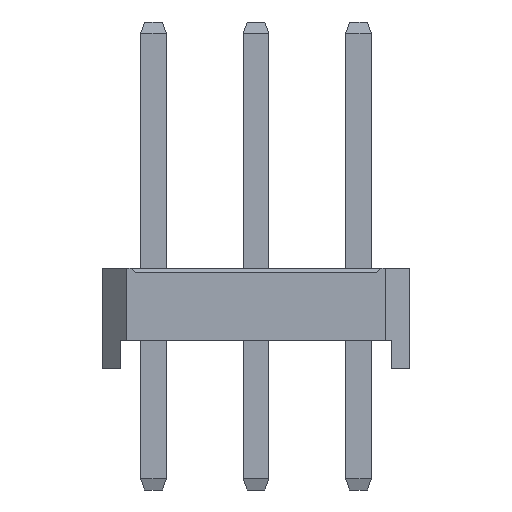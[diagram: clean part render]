
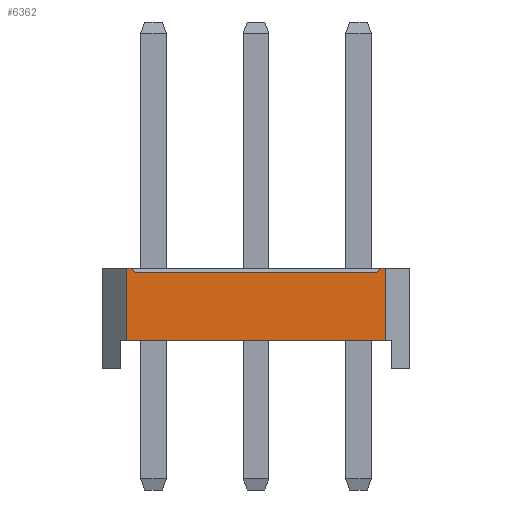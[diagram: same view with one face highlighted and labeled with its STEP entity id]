
A CAD part, left-side view. The second image highlights one B-rep face of the part: STEP entity #6362.
In plain terms, the highlighted planar face has unit normal (-1, 0, 0).
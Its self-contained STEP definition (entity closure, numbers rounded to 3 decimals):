
#6362=ADVANCED_FACE('',(#24071),#24073,.T.);
#24071=FACE_BOUND('',#24072,.T.);
#24072=EDGE_LOOP('',(#37711,#37712,#37713,#37714,#37715,#37716,#37717,#37718));
#24073=PLANE('',#24074);
#24074=AXIS2_PLACEMENT_3D('',#24075,#24076,#24077);
#24075=CARTESIAN_POINT('',(-1.27,5.75,0.));
#24076=DIRECTION('',(-1.,0.,0.));
#24077=DIRECTION('',(0.,-1.,0.));
#37711=ORIENTED_EDGE('',*,*,#46068,.F.);
#37712=ORIENTED_EDGE('',*,*,#46069,.T.);
#37713=ORIENTED_EDGE('',*,*,#46070,.F.);
#37714=ORIENTED_EDGE('',*,*,#44093,.F.);
#37715=ORIENTED_EDGE('',*,*,#46071,.F.);
#37716=ORIENTED_EDGE('',*,*,#43462,.T.);
#37717=ORIENTED_EDGE('',*,*,#46067,.T.);
#37718=ORIENTED_EDGE('',*,*,#44097,.F.);
#43462=EDGE_CURVE('',#48344,#48342,#48345,.T.);
#44093=EDGE_CURVE('',#49604,#49606,#49607,.T.);
#44097=EDGE_CURVE('',#49612,#49614,#49615,.T.);
#46067=EDGE_CURVE('',#48342,#49614,#52853,.T.);
#46068=EDGE_CURVE('',#52854,#49612,#52855,.F.);
#46069=EDGE_CURVE('',#52854,#52856,#52857,.T.);
#46070=EDGE_CURVE('',#49606,#52856,#52858,.F.);
#46071=EDGE_CURVE('',#48344,#49604,#52859,.T.);
#48342=VERTEX_POINT('',#56236);
#48344=VERTEX_POINT('',#56240);
#48345=LINE('',#56241,#56242);
#49604=VERTEX_POINT('',#58760);
#49606=VERTEX_POINT('',#58764);
#49607=LINE('',#58765,#58766);
#49612=VERTEX_POINT('',#58776);
#49614=VERTEX_POINT('',#58780);
#49615=LINE('',#58781,#58782);
#52853=LINE('',#65959,#65960);
#52854=VERTEX_POINT('',#65962);
#52855=LINE('',#65963,#65964);
#52856=VERTEX_POINT('',#65966);
#52857=LINE('',#65967,#65968);
#52858=LINE('',#65970,#65971);
#52859=LINE('',#65973,#65974);
#56236=CARTESIAN_POINT('',(-1.27,-0.67,0.7));
#56240=CARTESIAN_POINT('',(-1.27,5.75,0.7));
#56241=CARTESIAN_POINT('',(-1.27,5.75,0.7));
#56242=VECTOR('',#56243,1.);
#56243=DIRECTION('',(0.,-1.,0.));
#58760=CARTESIAN_POINT('',(-1.27,5.75,2.5));
#58764=CARTESIAN_POINT('',(-1.27,5.63,2.5));
#58765=CARTESIAN_POINT('',(-1.27,5.75,2.5));
#58766=VECTOR('',#58767,1.);
#58767=DIRECTION('',(0.,-1.,0.));
#58776=CARTESIAN_POINT('',(-1.27,-0.55,2.5));
#58780=CARTESIAN_POINT('',(-1.27,-0.67,2.5));
#58781=CARTESIAN_POINT('',(-1.27,-0.55,2.5));
#58782=VECTOR('',#58783,1.);
#58783=DIRECTION('',(0.,-1.,0.));
#65959=CARTESIAN_POINT('',(-1.27,-0.67,0.7));
#65960=VECTOR('',#65961,1.);
#65961=DIRECTION('',(0.,0.,1.));
#65962=CARTESIAN_POINT('',(-1.27,-0.45,2.4));
#65963=CARTESIAN_POINT('',(-1.27,-0.55,2.5));
#65964=VECTOR('',#65965,1.);
#65965=DIRECTION('',(0.,0.707,-0.707));
#65966=CARTESIAN_POINT('',(-1.27,5.53,2.4));
#65967=CARTESIAN_POINT('',(-1.27,-0.45,2.4));
#65968=VECTOR('',#65969,1.);
#65969=DIRECTION('',(0.,1.,0.));
#65970=CARTESIAN_POINT('',(-1.27,5.53,2.4));
#65971=VECTOR('',#65972,1.);
#65972=DIRECTION('',(0.,0.707,0.707));
#65973=CARTESIAN_POINT('',(-1.27,5.75,0.7));
#65974=VECTOR('',#65975,1.);
#65975=DIRECTION('',(0.,0.,1.));
